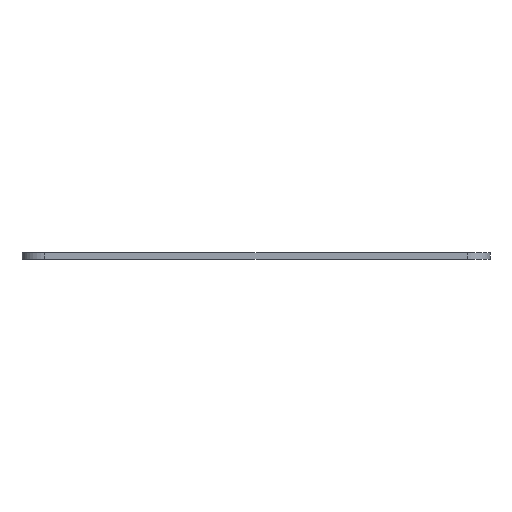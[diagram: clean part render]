
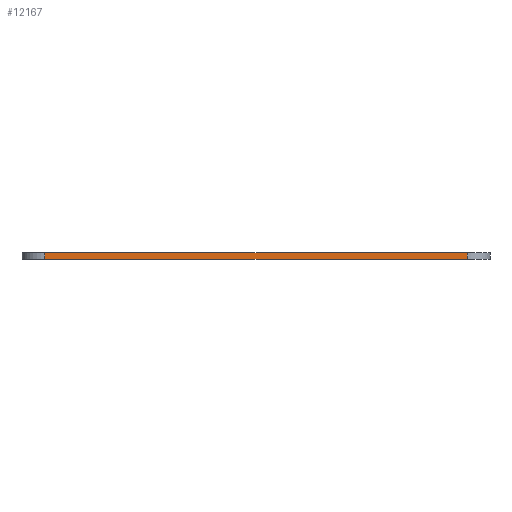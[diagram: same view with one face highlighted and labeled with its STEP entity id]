
A CAD part, left-side view. The second image highlights one B-rep face of the part: STEP entity #12167.
In plain terms, the highlighted planar face has unit normal (-1, 0, 0).
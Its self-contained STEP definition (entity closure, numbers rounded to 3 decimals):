
#371=PLANE('',#12482);
#987=FACE_OUTER_BOUND('',#1681,.T.);
#1681=EDGE_LOOP('',(#10889,#10890,#10891,#10892));
#2629=LINE('',#23987,#3631);
#2661=LINE('',#24122,#3663);
#2663=LINE('',#24127,#3665);
#2664=LINE('',#24128,#3666);
#3631=VECTOR('',#13845,10.);
#3663=VECTOR('',#13957,10.);
#3665=VECTOR('',#13963,10.);
#3666=VECTOR('',#13964,10.);
#5605=VERTEX_POINT('',#23983);
#5607=VERTEX_POINT('',#23986);
#5670=VERTEX_POINT('',#24120);
#5671=VERTEX_POINT('',#24126);
#7366=EDGE_CURVE('',#5605,#5607,#2629,.T.);
#7430=EDGE_CURVE('',#5670,#5605,#2661,.T.);
#7432=EDGE_CURVE('',#5671,#5670,#2663,.T.);
#7433=EDGE_CURVE('',#5607,#5671,#2664,.T.);
#10889=ORIENTED_EDGE('',*,*,#7430,.F.);
#10890=ORIENTED_EDGE('',*,*,#7432,.F.);
#10891=ORIENTED_EDGE('',*,*,#7433,.F.);
#10892=ORIENTED_EDGE('',*,*,#7366,.F.);
#12167=ADVANCED_FACE('',(#987),#371,.T.);
#12482=AXIS2_PLACEMENT_3D('',#24125,#13961,#13962);
#13845=DIRECTION('',(0.,1.,0.));
#13957=DIRECTION('',(0.,0.,-1.));
#13961=DIRECTION('center_axis',(-1.,0.,0.));
#13962=DIRECTION('ref_axis',(0.,-1.,0.));
#13963=DIRECTION('',(0.,-1.,0.));
#13964=DIRECTION('',(0.,0.,1.));
#23983=CARTESIAN_POINT('',(-12.466,-7.513,0.));
#23986=CARTESIAN_POINT('',(-12.466,84.407,0.));
#23987=CARTESIAN_POINT('',(-12.466,-12.513,0.));
#24120=CARTESIAN_POINT('',(-12.466,-7.513,1.5));
#24122=CARTESIAN_POINT('',(-12.466,-7.513,0.));
#24125=CARTESIAN_POINT('Origin',(-12.466,89.407,0.));
#24126=CARTESIAN_POINT('',(-12.466,84.407,1.5));
#24127=CARTESIAN_POINT('',(-12.466,-12.513,1.5));
#24128=CARTESIAN_POINT('',(-12.466,84.407,0.));
